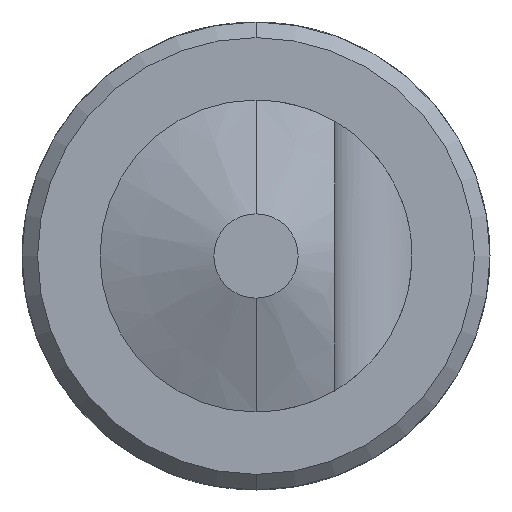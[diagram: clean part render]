
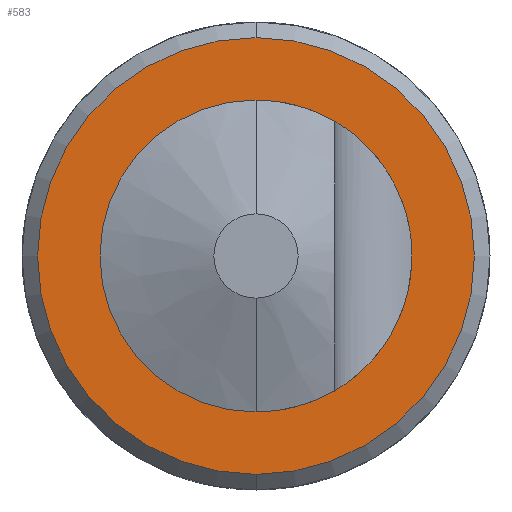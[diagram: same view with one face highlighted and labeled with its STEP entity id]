
A CAD part, front view. The second image highlights one B-rep face of the part: STEP entity #583.
In plain terms, the highlighted planar face has unit normal (0, -1, 0).
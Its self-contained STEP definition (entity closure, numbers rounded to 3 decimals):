
#5 = EDGE_CURVE ( 'NONE', #124, #504, #372, .T. ) ;
#23 = AXIS2_PLACEMENT_3D ( 'NONE', #326, #508, #769 ) ;
#42 = CARTESIAN_POINT ( 'NONE',  ( 0., 16.83, 1.4 ) ) ;
#44 = ORIENTED_EDGE ( 'NONE', *, *, #5, .T. ) ;
#59 = CIRCLE ( 'NONE', #597, 0.99 ) ;
#87 = CARTESIAN_POINT ( 'NONE',  ( 0., 16.83, -1.4 ) ) ;
#95 = CARTESIAN_POINT ( 'NONE',  ( 0., 16.83, 0. ) ) ;
#107 = EDGE_CURVE ( 'NONE', #725, #789, #59, .T. ) ;
#121 = EDGE_CURVE ( 'NONE', #504, #124, #496, .T. ) ;
#124 = VERTEX_POINT ( 'NONE', #42 ) ;
#160 = FACE_OUTER_BOUND ( 'NONE', #218, .T. ) ;
#168 = AXIS2_PLACEMENT_3D ( 'NONE', #598, #539, #730 ) ;
#196 = AXIS2_PLACEMENT_3D ( 'NONE', #251, #502, #506 ) ;
#218 = EDGE_LOOP ( 'NONE', ( #44, #222 ) ) ;
#222 = ORIENTED_EDGE ( 'NONE', *, *, #121, .T. ) ;
#245 = AXIS2_PLACEMENT_3D ( 'NONE', #95, #421, #533 ) ;
#251 = CARTESIAN_POINT ( 'NONE',  ( 0., 16.83, 0. ) ) ;
#291 = DIRECTION ( 'NONE',  ( 0., 1., 0. ) ) ;
#326 = CARTESIAN_POINT ( 'NONE',  ( 0., 16.83, 0. ) ) ;
#352 = PLANE ( 'NONE',  #168 ) ;
#366 = CARTESIAN_POINT ( 'NONE',  ( 0., 16.83, -0.99 ) ) ;
#372 = CIRCLE ( 'NONE', #23, 1.4 ) ;
#410 = FACE_BOUND ( 'NONE', #445, .T. ) ;
#421 = DIRECTION ( 'NONE',  ( 0., -1., 0. ) ) ;
#429 = CIRCLE ( 'NONE', #196, 0.99 ) ;
#445 = EDGE_LOOP ( 'NONE', ( #749, #683 ) ) ;
#496 = CIRCLE ( 'NONE', #245, 1.4 ) ;
#502 = DIRECTION ( 'NONE',  ( 0., 1., 0. ) ) ;
#504 = VERTEX_POINT ( 'NONE', #87 ) ;
#506 = DIRECTION ( 'NONE',  ( 0., 0., 1. ) ) ;
#508 = DIRECTION ( 'NONE',  ( 0., -1., 0. ) ) ;
#517 = CARTESIAN_POINT ( 'NONE',  ( 0., 16.83, 0.99 ) ) ;
#533 = DIRECTION ( 'NONE',  ( 0., 0., 1. ) ) ;
#539 = DIRECTION ( 'NONE',  ( 0., 1., 0. ) ) ;
#583 = ADVANCED_FACE ( 'NONE', ( #160, #410 ), #352, .F. ) ;
#597 = AXIS2_PLACEMENT_3D ( 'NONE', #665, #291, #738 ) ;
#598 = CARTESIAN_POINT ( 'NONE',  ( 0., 16.83, 0. ) ) ;
#665 = CARTESIAN_POINT ( 'NONE',  ( 0., 16.83, 0. ) ) ;
#683 = ORIENTED_EDGE ( 'NONE', *, *, #107, .T. ) ;
#725 = VERTEX_POINT ( 'NONE', #366 ) ;
#730 = DIRECTION ( 'NONE',  ( 0., 0., 1. ) ) ;
#738 = DIRECTION ( 'NONE',  ( 0., 0., 1. ) ) ;
#749 = ORIENTED_EDGE ( 'NONE', *, *, #795, .T. ) ;
#769 = DIRECTION ( 'NONE',  ( 0., 0., 1. ) ) ;
#789 = VERTEX_POINT ( 'NONE', #517 ) ;
#795 = EDGE_CURVE ( 'NONE', #789, #725, #429, .T. ) ;
